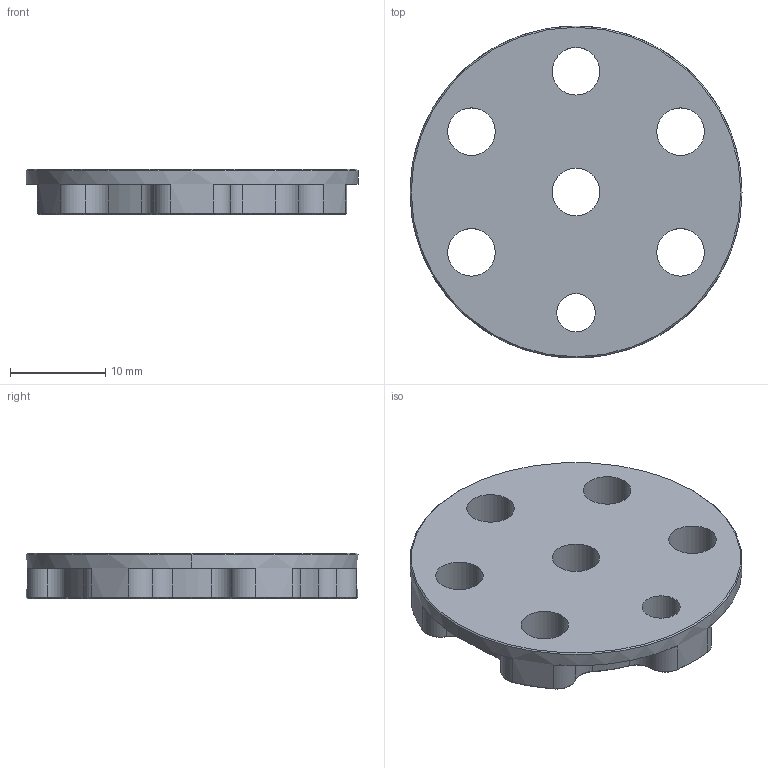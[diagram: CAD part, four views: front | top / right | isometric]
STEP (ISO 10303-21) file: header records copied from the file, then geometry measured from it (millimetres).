
FILE_DESCRIPTION (( 'STEP AP203' ), '1' );
FILE_NAME ('REV-21-2376.STEP', '2022-03-31T18:49:40', ( '' ), ( '' ), 'SwSTEP 2.0', 'SolidWorks 2022', '' );
FILE_SCHEMA (( 'CONFIG_CONTROL_DESIGN' ));
Length unit declared in the file: inch
Products named in the file (1): REV-21-2376
Bounding box: 34.92 x 34.92 x 4.76 mm (x, y, z)
Volume: 3416.2 mm3; surface area: 2694.5 mm2
Topology: 1 solids, 1 shells, 110 faces, 277 edges, 169 vertices
Faces by surface type: cylinder 55, cone 47, plane 8
Entity records: 3441 total; most frequent: DIRECTION 668, CARTESIAN_POINT 557, ORIENTED_EDGE 554, AXIS2_PLACEMENT_3D 280, EDGE_CURVE 277, VERTEX_POINT 169, CIRCLE 169, EDGE_LOOP 124
